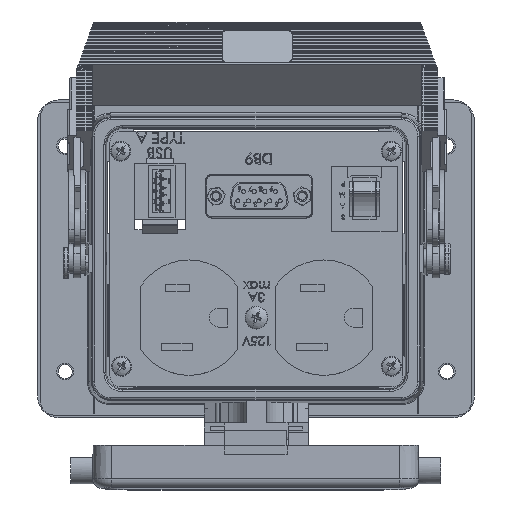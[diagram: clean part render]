
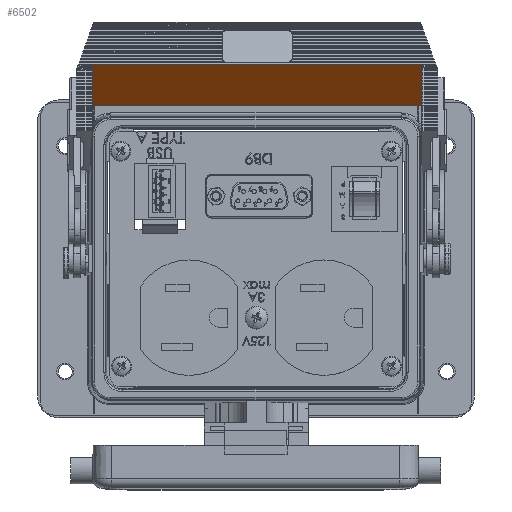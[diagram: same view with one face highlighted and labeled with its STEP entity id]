
A CAD part, top view. The second image highlights one B-rep face of the part: STEP entity #6502.
In plain terms, the highlighted planar face has unit normal (0, -0.695, 0.719).
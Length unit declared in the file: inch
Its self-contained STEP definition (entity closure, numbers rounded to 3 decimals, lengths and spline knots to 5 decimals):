
#6502 = ADVANCED_FACE ( 'NONE', ( #113782 ), #184094, .F. ) ;
#10896 = CARTESIAN_POINT ( 'NONE',  ( 1.883, 2.34628, 0.95126 ) ) ;
#11147 = LINE ( 'NONE', #89736, #117975 ) ;
#22755 = CARTESIAN_POINT ( 'NONE',  ( 1.883, 1.73484, 0.3608 ) ) ;
#27923 = ORIENTED_EDGE ( 'NONE', *, *, #142208, .T. ) ;
#31282 = VERTEX_POINT ( 'NONE', #176001 ) ;
#31612 = VECTOR ( 'NONE', #142520, 39.37008 ) ;
#48267 = DIRECTION ( 'NONE',  ( 0., -0.719, -0.695 ) ) ;
#49278 = CARTESIAN_POINT ( 'NONE',  ( 1.883, 1.73484, 0.3608 ) ) ;
#57481 = VECTOR ( 'NONE', #48267, 39.37008 ) ;
#68032 = VERTEX_POINT ( 'NONE', #130790 ) ;
#69931 = LINE ( 'NONE', #126088, #57481 ) ;
#77449 = LINE ( 'NONE', #22755, #188810 ) ;
#89736 = CARTESIAN_POINT ( 'NONE',  ( 1.883, 2.34628, 0.95126 ) ) ;
#91140 = LINE ( 'NONE', #157008, #31612 ) ;
#103644 = DIRECTION ( 'NONE',  ( 0., -0.719, -0.695 ) ) ;
#112901 = ORIENTED_EDGE ( 'NONE', *, *, #115365, .T. ) ;
#113782 = FACE_OUTER_BOUND ( 'NONE', #131283, .T. ) ;
#115365 = EDGE_CURVE ( 'NONE', #68032, #203927, #77449, .T. ) ;
#117975 = VECTOR ( 'NONE', #103644, 39.37008 ) ;
#122030 = DIRECTION ( 'NONE',  ( 0., 0.695, -0.719 ) ) ;
#122045 = ORIENTED_EDGE ( 'NONE', *, *, #132981, .F. ) ;
#126088 = CARTESIAN_POINT ( 'NONE',  ( -1.857, 2.34628, 0.95126 ) ) ;
#126141 = DIRECTION ( 'NONE',  ( 0., 0.719, 0.695 ) ) ;
#130790 = CARTESIAN_POINT ( 'NONE',  ( -1.857, 1.73484, 0.3608 ) ) ;
#131283 = EDGE_LOOP ( 'NONE', ( #122045, #27923, #189035, #112901 ) ) ;
#132981 = EDGE_CURVE ( 'NONE', #187397, #203927, #11147, .T. ) ;
#142208 = EDGE_CURVE ( 'NONE', #187397, #31282, #91140, .T. ) ;
#142520 = DIRECTION ( 'NONE',  ( -1., 0., 0. ) ) ;
#153323 = AXIS2_PLACEMENT_3D ( 'NONE', #10896, #122030, #126141 ) ;
#157008 = CARTESIAN_POINT ( 'NONE',  ( 1.883, 2.19923, 0.80925 ) ) ;
#174730 = EDGE_CURVE ( 'NONE', #31282, #68032, #69931, .T. ) ;
#176001 = CARTESIAN_POINT ( 'NONE',  ( -1.857, 2.19923, 0.80925 ) ) ;
#184094 = PLANE ( 'NONE',  #153323 ) ;
#187397 = VERTEX_POINT ( 'NONE', #203554 ) ;
#188810 = VECTOR ( 'NONE', #194482, 39.37008 ) ;
#189035 = ORIENTED_EDGE ( 'NONE', *, *, #174730, .T. ) ;
#194482 = DIRECTION ( 'NONE',  ( 1., 0., 0. ) ) ;
#203554 = CARTESIAN_POINT ( 'NONE',  ( 1.883, 2.19923, 0.80925 ) ) ;
#203927 = VERTEX_POINT ( 'NONE', #49278 ) ;
